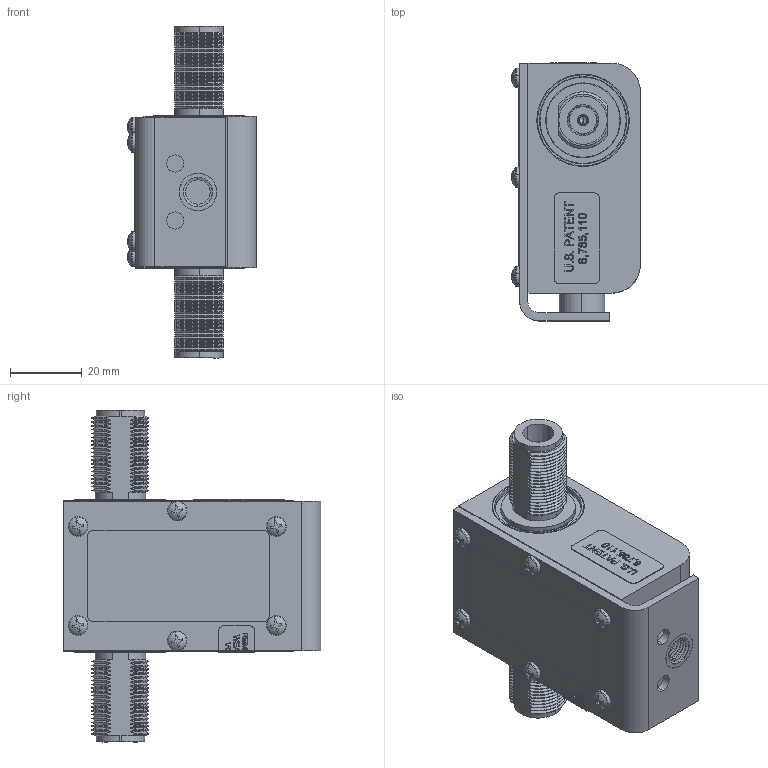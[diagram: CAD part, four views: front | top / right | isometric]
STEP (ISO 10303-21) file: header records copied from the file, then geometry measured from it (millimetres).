
FILE_DESCRIPTION (( 'STEP AP214' ), '1' );
FILE_NAME ('LCSP1033.STEP', '2018-04-12T13:40:47', ( '' ), ( '' ), 'SwSTEP 2.0', 'SolidWorks 2017', '' );
FILE_SCHEMA (( 'AUTOMOTIVE_DESIGN' ));
Length unit declared in the file: inch
Products named in the file (19): 1101-0211-03; 2003-1052; 2107-327; 9020-0055; 2003-3223_BLK; 4033-0125; 9040-0362; 7020-2798; LCSP1033; 2011-1306; 1103-0002; 7040-0079; 5330-0198-01; 5220-0007; 7040-0062; 4001-0056; 1081-0251-05; 7020-1394; 1708-1211
Assembly tree (27 placements, depth 3):
  LCSP1033
    2011-1306  x2
    7040-0062  x2
    5330-0198-01
    2003-1052
    7040-0079
    9040-0362
      2107-327  x2
      4001-0056
      4033-0125  x2
    2003-3223_BLK
    7020-1394
    1081-0251-05  x6
    9020-0055
      5220-0007
      1708-1211
    1101-0211-03
    1103-0002
    7020-2798
Bounding box: 35.94 x 71.97 x 92.66 mm (x, y, z)
Volume: 66106.2 mm3; surface area: 42968.2 mm2
Topology: 25 solids, 25 shells, 2660 faces, 6727 edges, 4220 vertices
Faces by surface type: plane 958, cylinder 712, cone 644, bspline 290, torus 54, sphere 2
Entity records: 65270 total; most frequent: CARTESIAN_POINT 18151, ORIENTED_EDGE 9332, DIRECTION 7901, EDGE_CURVE 4666, VERTEX_POINT 3016, LINE 2973, VECTOR 2973, AXIS2_PLACEMENT_3D 2464
